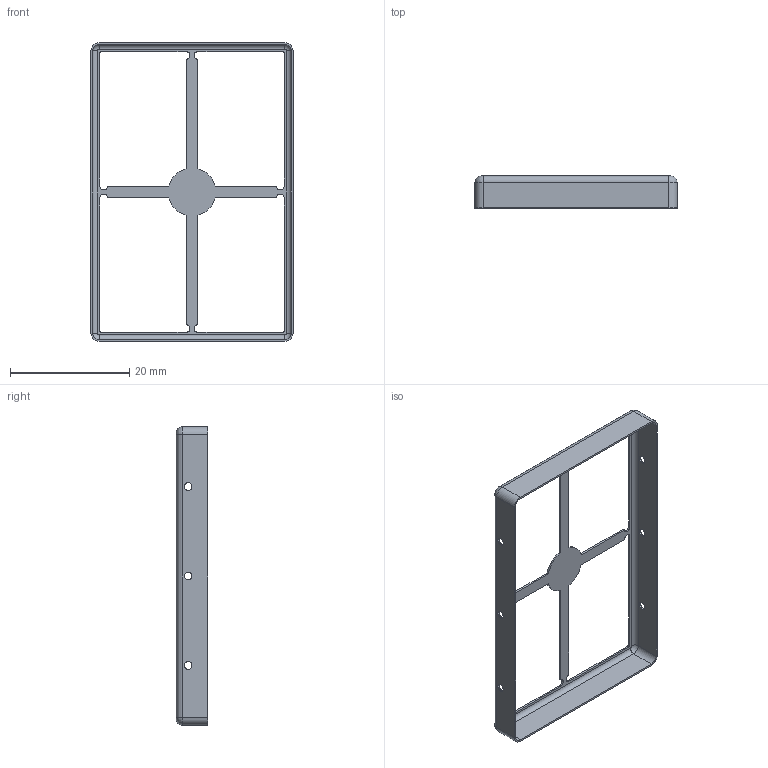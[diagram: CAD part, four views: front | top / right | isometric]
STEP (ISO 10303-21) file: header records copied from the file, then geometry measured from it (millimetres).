
FILE_DESCRIPTION (( 'STEP AP203' ), '1' );
FILE_NAME ('MS501-10F.step', '2021-07-06T11:33:10', ( '' ), ( '' ), 'SwSTEP 2.0', 'SolidWorks 2021', '' );
FILE_SCHEMA (( 'CONFIG_CONTROL_DESIGN' ));
Length unit declared in the file: millimetre
Products named in the file (1): MS501-10F
Bounding box: 33.9 x 5.3 x 50.1 mm (x, y, z)
Volume: 347.5 mm3; surface area: 2462.4 mm2
Topology: 1 solids, 1 shells, 88 faces, 226 edges, 140 vertices
Faces by surface type: cylinder 46, plane 34, torus 8
Entity records: 2791 total; most frequent: DIRECTION 504, CARTESIAN_POINT 455, ORIENTED_EDGE 452, EDGE_CURVE 226, AXIS2_PLACEMENT_3D 189, VERTEX_POINT 140, VECTOR 126, LINE 126
